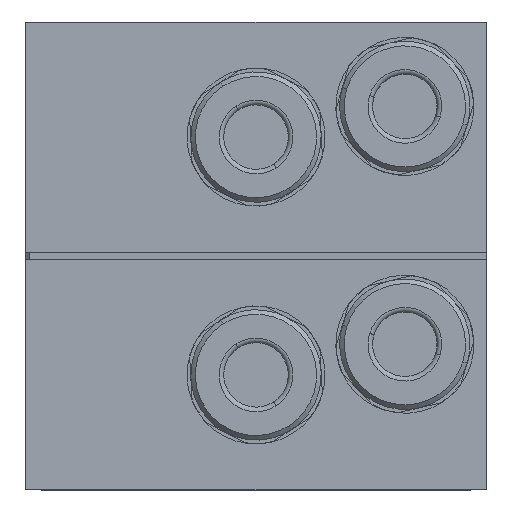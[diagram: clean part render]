
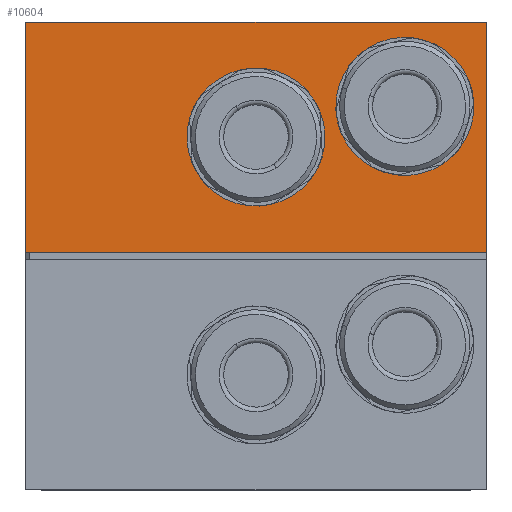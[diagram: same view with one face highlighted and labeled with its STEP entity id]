
A CAD part, front view. The second image highlights one B-rep face of the part: STEP entity #10604.
In plain terms, the highlighted planar face has unit normal (0, -1, 0).
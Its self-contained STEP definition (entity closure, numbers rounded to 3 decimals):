
#125 = VECTOR ( 'NONE', #9416, 1000. ) ;
#181 = AXIS2_PLACEMENT_3D ( 'NONE', #3864, #13818, #5290 ) ;
#404 = DIRECTION ( 'NONE',  ( 0., 0., -1. ) ) ;
#880 = CARTESIAN_POINT ( 'NONE',  ( 0., 0., 15. ) ) ;
#2170 = ORIENTED_EDGE ( 'NONE', *, *, #6262, .F. ) ;
#2911 = PLANE ( 'NONE',  #17754 ) ;
#3132 = CARTESIAN_POINT ( 'NONE',  ( 0., 0., 0. ) ) ;
#3410 = DIRECTION ( 'NONE',  ( 0., -1., 0. ) ) ;
#3553 = VERTEX_POINT ( 'NONE', #9573 ) ;
#3576 = CARTESIAN_POINT ( 'NONE',  ( 0., 0., 0. ) ) ;
#3612 = ORIENTED_EDGE ( 'NONE', *, *, #4115, .T. ) ;
#3765 = ORIENTED_EDGE ( 'NONE', *, *, #18050, .F. ) ;
#3809 = AXIS2_PLACEMENT_3D ( 'NONE', #5309, #15290, #6752 ) ;
#3864 = CARTESIAN_POINT ( 'NONE',  ( 15., 0., 7.5 ) ) ;
#4004 = VERTEX_POINT ( 'NONE', #3576 ) ;
#4115 = EDGE_CURVE ( 'NONE', #4004, #10032, #6557, .T. ) ;
#4185 = DIRECTION ( 'NONE',  ( 0., -1., 0. ) ) ;
#5290 = DIRECTION ( 'NONE',  ( 0., 0., 1. ) ) ;
#5309 = CARTESIAN_POINT ( 'NONE',  ( 15., 0., 7.5 ) ) ;
#5847 = DIRECTION ( 'NONE',  ( 0., 1., 0. ) ) ;
#6036 = CARTESIAN_POINT ( 'NONE',  ( 0., 0., 15. ) ) ;
#6262 = EDGE_CURVE ( 'NONE', #10251, #6408, #14245, .T. ) ;
#6408 = VERTEX_POINT ( 'NONE', #11219 ) ;
#6557 = LINE ( 'NONE', #3132, #13232 ) ;
#6691 = VERTEX_POINT ( 'NONE', #7768 ) ;
#6705 = FACE_BOUND ( 'NONE', #11957, .T. ) ;
#6752 = DIRECTION ( 'NONE',  ( 0., 0., 1. ) ) ;
#7711 = LINE ( 'NONE', #880, #125 ) ;
#7768 = CARTESIAN_POINT ( 'NONE',  ( 12.539, 0., 11.267 ) ) ;
#8609 = CARTESIAN_POINT ( 'NONE',  ( 30., 0., 0. ) ) ;
#8820 = DIRECTION ( 'NONE',  ( 1., 0., 0. ) ) ;
#9086 = EDGE_CURVE ( 'NONE', #10129, #4004, #17660, .T. ) ;
#9416 = DIRECTION ( 'NONE',  ( 1., 0., 0. ) ) ;
#9423 = CIRCLE ( 'NONE', #17042, 4.5 ) ;
#9573 = CARTESIAN_POINT ( 'NONE',  ( 17.461, 0., 3.733 ) ) ;
#9754 = VERTEX_POINT ( 'NONE', #16348 ) ;
#9755 = ORIENTED_EDGE ( 'NONE', *, *, #14849, .F. ) ;
#10032 = VERTEX_POINT ( 'NONE', #8609 ) ;
#10066 = CARTESIAN_POINT ( 'NONE',  ( 30., 0., 15. ) ) ;
#10129 = VERTEX_POINT ( 'NONE', #6036 ) ;
#10251 = VERTEX_POINT ( 'NONE', #13462 ) ;
#10294 = ORIENTED_EDGE ( 'NONE', *, *, #17504, .F. ) ;
#10394 = CARTESIAN_POINT ( 'NONE',  ( 0., 0., 15. ) ) ;
#10604 = ADVANCED_FACE ( 'NONE', ( #14717, #6705, #14279 ), #2911, .F. ) ;
#11130 = EDGE_CURVE ( 'NONE', #9754, #10032, #17737, .T. ) ;
#11219 = CARTESIAN_POINT ( 'NONE',  ( 29.006, 0., 8.194 ) ) ;
#11946 = CARTESIAN_POINT ( 'NONE',  ( 24.7, 0., 9.5 ) ) ;
#11957 = EDGE_LOOP ( 'NONE', ( #10294, #12213 ) ) ;
#12213 = ORIENTED_EDGE ( 'NONE', *, *, #16373, .F. ) ;
#12713 = CARTESIAN_POINT ( 'NONE',  ( 24.7, 0., 9.5 ) ) ;
#13232 = VECTOR ( 'NONE', #8820, 1000. ) ;
#13380 = DIRECTION ( 'NONE',  ( 0., 0., 1. ) ) ;
#13462 = CARTESIAN_POINT ( 'NONE',  ( 20.394, 0., 10.806 ) ) ;
#13818 = DIRECTION ( 'NONE',  ( 0., -1., 0. ) ) ;
#13879 = VECTOR ( 'NONE', #404, 1000. ) ;
#13961 = VECTOR ( 'NONE', #17217, 1000. ) ;
#14142 = DIRECTION ( 'NONE',  ( 0., 0., 1. ) ) ;
#14245 = CIRCLE ( 'NONE', #18126, 4.5 ) ;
#14279 = FACE_OUTER_BOUND ( 'NONE', #18073, .T. ) ;
#14407 = CARTESIAN_POINT ( 'NONE',  ( 0., 0., 15. ) ) ;
#14717 = FACE_BOUND ( 'NONE', #15373, .T. ) ;
#14848 = ORIENTED_EDGE ( 'NONE', *, *, #11130, .F. ) ;
#14849 = EDGE_CURVE ( 'NONE', #10129, #9754, #7711, .T. ) ;
#15290 = DIRECTION ( 'NONE',  ( 0., -1., 0. ) ) ;
#15373 = EDGE_LOOP ( 'NONE', ( #3765, #2170 ) ) ;
#15811 = DIRECTION ( 'NONE',  ( 0., 0., 1. ) ) ;
#15964 = CIRCLE ( 'NONE', #181, 4.5 ) ;
#16348 = CARTESIAN_POINT ( 'NONE',  ( 30., 0., 15. ) ) ;
#16373 = EDGE_CURVE ( 'NONE', #3553, #6691, #15964, .T. ) ;
#16522 = ORIENTED_EDGE ( 'NONE', *, *, #9086, .T. ) ;
#17042 = AXIS2_PLACEMENT_3D ( 'NONE', #12713, #4185, #14142 ) ;
#17217 = DIRECTION ( 'NONE',  ( 0., 0., -1. ) ) ;
#17504 = EDGE_CURVE ( 'NONE', #6691, #3553, #17678, .T. ) ;
#17660 = LINE ( 'NONE', #10394, #13879 ) ;
#17678 = CIRCLE ( 'NONE', #3809, 4.5 ) ;
#17737 = LINE ( 'NONE', #10066, #13961 ) ;
#17754 = AXIS2_PLACEMENT_3D ( 'NONE', #14407, #5847, #15811 ) ;
#18050 = EDGE_CURVE ( 'NONE', #6408, #10251, #9423, .T. ) ;
#18073 = EDGE_LOOP ( 'NONE', ( #3612, #14848, #9755, #16522 ) ) ;
#18126 = AXIS2_PLACEMENT_3D ( 'NONE', #11946, #3410, #13380 ) ;
